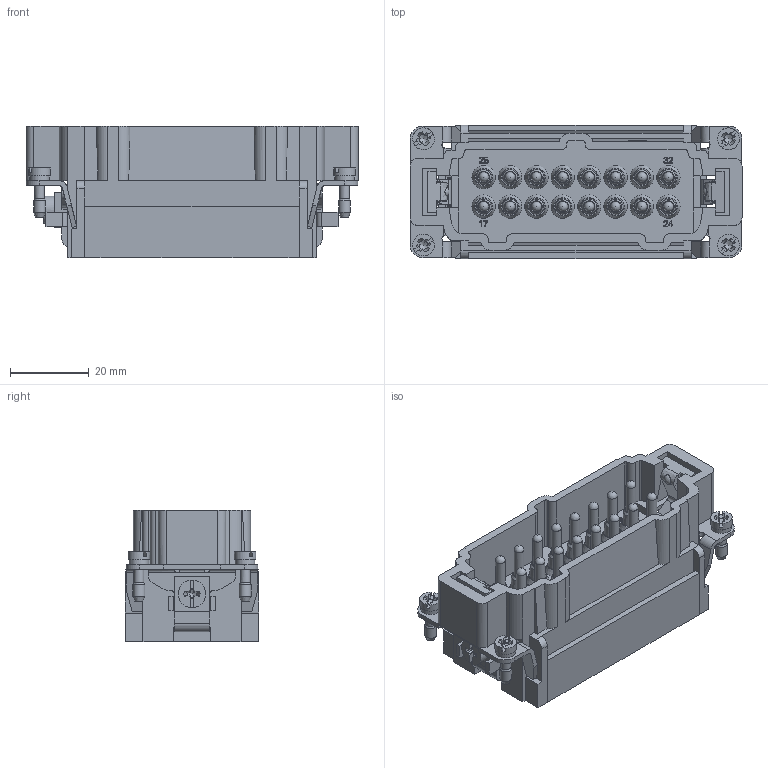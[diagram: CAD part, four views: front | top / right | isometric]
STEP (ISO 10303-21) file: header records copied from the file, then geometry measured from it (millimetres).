
FILE_DESCRIPTION(/* description */ (''),/* implementation_level */ '2;1');
FILE_NAME(/* name */ '100095041ugm000_e.stp',/* time_stamp */ '2018-11-27T14:56:38+01:00',/* author */ (''),/* organization */ (''),/* preprocessor_version */ 'ST-DEVELOPER v16.7',/* originating_system */ 'SIEMENS PLM Software NX 12.0',/* authorisation */ '');
FILE_SCHEMA (('AUTOMOTIVE_DESIGN { 1 0 10303 214 3 1 1 1 }'));
Length unit declared in the file: millimetre
Products named in the file (1): 100095041ugm000_e
Bounding box: 84.35 x 34 x 33.35 mm (x, y, z)
Volume: 46202.5 mm3; surface area: 24517 mm2
Topology: 1 solids, 1 shells, 1238 faces, 3515 edges, 2397 vertices
Faces by surface type: plane 883, cylinder 168, cone 97, extrusion 47, bspline 23, sphere 20
Full cylindrical faces by diameter (mm): 0.302 x1, 0.443 x1, 0.6 x2, 2.349 x2, 2.5 x20, 2.519 x2, 3 x4, 5 x4, 5.4 x16, 5.5 x4, 7 x1
Entity records: 50492 total; most frequent: CARTESIAN_POINT 16763, ORIENTED_EDGE 6202, DIRECTION 5301, EDGE_CURVE 3101, VERTEX_POINT 2116, VECTOR 1955, LINE 1908, AXIS2_PLACEMENT_3D 1673
